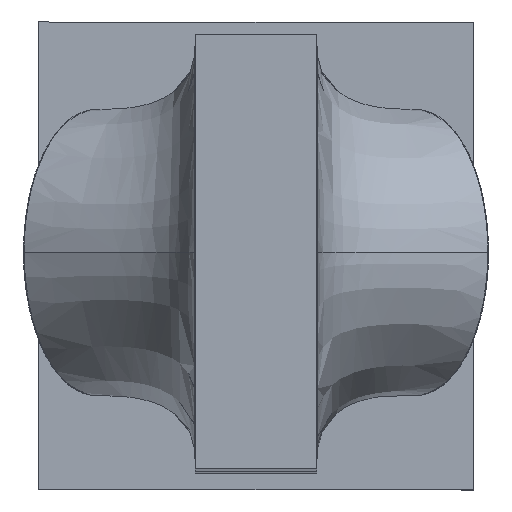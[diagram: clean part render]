
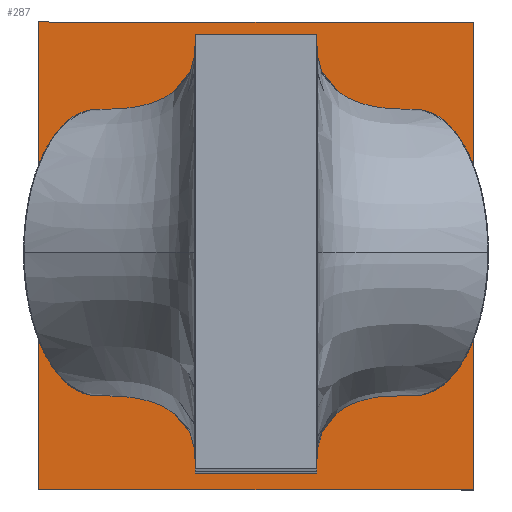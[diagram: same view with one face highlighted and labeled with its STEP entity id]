
A CAD part, top view. The second image highlights one B-rep face of the part: STEP entity #287.
In plain terms, the highlighted planar face has unit normal (0, 0, 1).
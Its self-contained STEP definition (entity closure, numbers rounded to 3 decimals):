
#192=B_SPLINE_CURVE_WITH_KNOTS($,1,(#6890,#6891),.UNSPECIFIED.,.F.,.F.,(2,
2),(-690.827,-524.145),.UNSPECIFIED.);
#194=B_SPLINE_CURVE_WITH_KNOTS($,1,(#6894,#6895),.UNSPECIFIED.,.F.,.F.,(2,
2),(0.,178.731),.UNSPECIFIED.);
#195=B_SPLINE_CURVE_WITH_KNOTS($,1,(#6896,#6897),.UNSPECIFIED.,.F.,.F.,(2,
2),(178.731,345.413),.UNSPECIFIED.);
#196=B_SPLINE_CURVE_WITH_KNOTS($,1,(#6898,#6899),.UNSPECIFIED.,.F.,.F.,(2,
2),(345.413,524.145),.UNSPECIFIED.);
#287=ADVANCED_FACE($,(#366),#1232,.T.);
#366=FACE_OUTER_BOUND($,#453,.T.);
#453=EDGE_LOOP($,(#811,#812,#813,#814));
#811=ORIENTED_EDGE($,*,*,#1044,.T.);
#812=ORIENTED_EDGE($,*,*,#1045,.T.);
#813=ORIENTED_EDGE($,*,*,#1046,.T.);
#814=ORIENTED_EDGE($,*,*,#1042,.F.);
#1042=EDGE_CURVE($,#1199,#1200,#192,.T.);
#1044=EDGE_CURVE($,#1199,#1201,#194,.T.);
#1045=EDGE_CURVE($,#1201,#1202,#195,.T.);
#1046=EDGE_CURVE($,#1202,#1200,#196,.T.);
#1199=VERTEX_POINT($,#6914);
#1200=VERTEX_POINT($,#6915);
#1201=VERTEX_POINT($,#6916);
#1202=VERTEX_POINT($,#6917);
#1232=PLANE($,#1445);
#1445=AXIS2_PLACEMENT_3D($,#6906,#1482,$);
#1482=DIRECTION($,(0.,0.,1.));
#6890=CARTESIAN_POINT($,(-83.5,-90.,5.));
#6891=CARTESIAN_POINT($,(-83.5,90.,5.));
#6894=CARTESIAN_POINT($,(-83.5,-90.,5.));
#6895=CARTESIAN_POINT($,(83.5,-90.,5.));
#6896=CARTESIAN_POINT($,(83.5,-90.,5.));
#6897=CARTESIAN_POINT($,(83.5,90.,5.));
#6898=CARTESIAN_POINT($,(83.5,90.,5.));
#6899=CARTESIAN_POINT($,(-83.5,90.,5.));
#6906=CARTESIAN_POINT($,(-83.5,-90.,5.));
#6914=CARTESIAN_POINT($,(-83.5,-90.,5.));
#6915=CARTESIAN_POINT($,(-83.5,90.,5.));
#6916=CARTESIAN_POINT($,(83.5,-90.,5.));
#6917=CARTESIAN_POINT($,(83.5,90.,5.));
